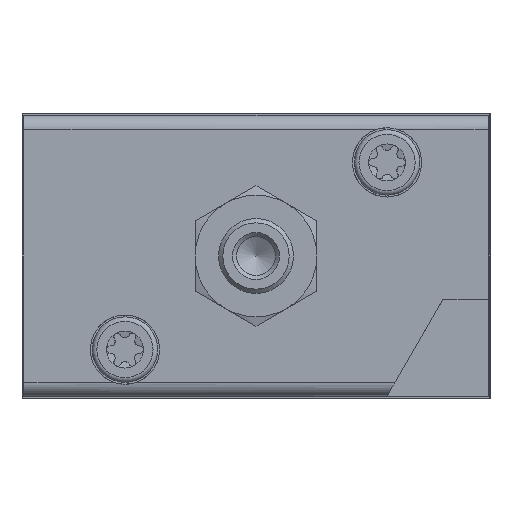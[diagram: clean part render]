
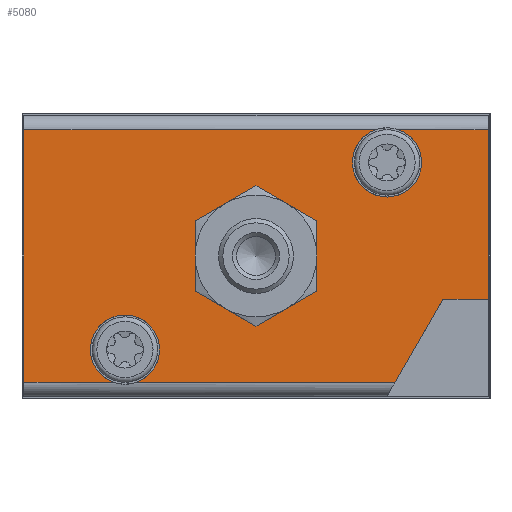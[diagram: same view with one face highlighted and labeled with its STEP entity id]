
A CAD part, left-side view. The second image highlights one B-rep face of the part: STEP entity #5080.
In plain terms, the highlighted planar face has unit normal (-1, 0, 0).
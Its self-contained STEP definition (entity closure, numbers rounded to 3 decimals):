
#30=PLANE('',#5466);
#177=LINE('',#8133,#514);
#179=LINE('',#8141,#516);
#183=LINE('',#8167,#520);
#185=LINE('',#8175,#522);
#196=LINE('',#8292,#533);
#197=LINE('',#8294,#534);
#198=LINE('',#8296,#535);
#199=LINE('',#8298,#536);
#514=VECTOR('',#6061,1000.);
#516=VECTOR('',#6067,1000.);
#520=VECTOR('',#6079,1000.);
#522=VECTOR('',#6085,1000.);
#533=VECTOR('',#6152,1000.);
#534=VECTOR('',#6153,1000.);
#535=VECTOR('',#6154,1000.);
#536=VECTOR('',#6157,1000.);
#1006=CIRCLE('',#5467,3.7);
#1007=CIRCLE('',#5468,3.7);
#1008=CIRCLE('',#5469,6.5);
#1009=CIRCLE('',#5470,6.5);
#1010=CIRCLE('',#5471,6.5);
#1011=CIRCLE('',#5472,6.5);
#1012=CIRCLE('',#5473,6.5);
#1013=CIRCLE('',#5474,6.5);
#1413=ORIENTED_EDGE('',*,*,#2925,.T.);
#1414=ORIENTED_EDGE('',*,*,#2874,.T.);
#1415=ORIENTED_EDGE('',*,*,#2926,.T.);
#1416=ORIENTED_EDGE('',*,*,#2927,.T.);
#1417=ORIENTED_EDGE('',*,*,#2928,.F.);
#1418=ORIENTED_EDGE('',*,*,#2882,.F.);
#1419=ORIENTED_EDGE('',*,*,#2929,.T.);
#1420=ORIENTED_EDGE('',*,*,#2886,.F.);
#1421=ORIENTED_EDGE('',*,*,#2930,.T.);
#1422=ORIENTED_EDGE('',*,*,#2870,.T.);
#1423=ORIENTED_EDGE('',*,*,#2931,.F.);
#1424=ORIENTED_EDGE('',*,*,#2932,.F.);
#1425=ORIENTED_EDGE('',*,*,#2933,.F.);
#1426=ORIENTED_EDGE('',*,*,#2934,.F.);
#1427=ORIENTED_EDGE('',*,*,#2935,.F.);
#1428=ORIENTED_EDGE('',*,*,#2936,.F.);
#2870=EDGE_CURVE('',#3604,#3602,#177,.T.);
#2874=EDGE_CURVE('',#3603,#3607,#179,.T.);
#2882=EDGE_CURVE('',#3614,#3616,#183,.T.);
#2886=EDGE_CURVE('',#3619,#3615,#185,.T.);
#2925=EDGE_CURVE('',#3602,#3603,#1006,.T.);
#2926=EDGE_CURVE('',#3607,#3650,#196,.T.);
#2927=EDGE_CURVE('',#3650,#3651,#197,.T.);
#2928=EDGE_CURVE('',#3616,#3651,#198,.T.);
#2929=EDGE_CURVE('',#3614,#3615,#1007,.T.);
#2930=EDGE_CURVE('',#3619,#3604,#199,.T.);
#2931=EDGE_CURVE('',#3652,#3653,#1008,.F.);
#2932=EDGE_CURVE('',#3654,#3652,#1009,.F.);
#2933=EDGE_CURVE('',#3655,#3654,#1010,.F.);
#2934=EDGE_CURVE('',#3656,#3655,#1011,.F.);
#2935=EDGE_CURVE('',#3657,#3656,#1012,.F.);
#2936=EDGE_CURVE('',#3653,#3657,#1013,.F.);
#3602=VERTEX_POINT('',#8131);
#3603=VERTEX_POINT('',#8132);
#3604=VERTEX_POINT('',#8134);
#3607=VERTEX_POINT('',#8140);
#3614=VERTEX_POINT('',#8165);
#3615=VERTEX_POINT('',#8166);
#3616=VERTEX_POINT('',#8168);
#3619=VERTEX_POINT('',#8174);
#3650=VERTEX_POINT('',#8293);
#3651=VERTEX_POINT('',#8295);
#3652=VERTEX_POINT('',#8300);
#3653=VERTEX_POINT('',#8301);
#3654=VERTEX_POINT('',#8303);
#3655=VERTEX_POINT('',#8305);
#3656=VERTEX_POINT('',#8307);
#3657=VERTEX_POINT('',#8309);
#4203=EDGE_LOOP('',(#1413,#1414,#1415,#1416,#1417,#1418,#1419,#1420,#1421,
#1422));
#4204=EDGE_LOOP('',(#1423,#1424,#1425,#1426,#1427,#1428));
#4608=FACE_BOUND('',#4203,.T.);
#4609=FACE_BOUND('',#4204,.T.);
#5080=ADVANCED_FACE('',(#4608,#4609),#30,.F.);
#5466=AXIS2_PLACEMENT_3D('',#8290,#6148,#6149);
#5467=AXIS2_PLACEMENT_3D('',#8291,#6150,#6151);
#5468=AXIS2_PLACEMENT_3D('',#8297,#6155,#6156);
#5469=AXIS2_PLACEMENT_3D('',#8299,#6158,#6159);
#5470=AXIS2_PLACEMENT_3D('',#8302,#6160,#6161);
#5471=AXIS2_PLACEMENT_3D('',#8304,#6162,#6163);
#5472=AXIS2_PLACEMENT_3D('',#8306,#6164,#6165);
#5473=AXIS2_PLACEMENT_3D('',#8308,#6166,#6167);
#5474=AXIS2_PLACEMENT_3D('',#8310,#6168,#6169);
#6061=DIRECTION('',(0.,-1.,0.));
#6067=DIRECTION('',(0.,-1.,0.));
#6079=DIRECTION('',(0.,-1.,0.));
#6085=DIRECTION('',(0.,-1.,0.));
#6148=DIRECTION('',(1.,0.,0.));
#6149=DIRECTION('',(0.,0.,-1.));
#6150=DIRECTION('',(1.,0.,0.));
#6151=DIRECTION('',(0.,0.,-1.));
#6152=DIRECTION('',(0.,-0.5,0.866));
#6153=DIRECTION('',(0.,-1.,0.));
#6154=DIRECTION('',(0.,0.,-1.));
#6155=DIRECTION('',(1.,0.,0.));
#6156=DIRECTION('',(0.,0.,-1.));
#6157=DIRECTION('',(0.,0.,-1.));
#6158=DIRECTION('',(1.,0.,0.));
#6159=DIRECTION('',(0.,0.,-1.));
#6160=DIRECTION('',(1.,0.,0.));
#6161=DIRECTION('',(0.,0.,-1.));
#6162=DIRECTION('',(1.,0.,0.));
#6163=DIRECTION('',(0.,0.,-1.));
#6164=DIRECTION('',(1.,0.,0.));
#6165=DIRECTION('',(0.,0.,-1.));
#6166=DIRECTION('',(1.,0.,0.));
#6167=DIRECTION('',(0.,0.,-1.));
#6168=DIRECTION('',(1.,0.,0.));
#6169=DIRECTION('',(0.,0.,-1.));
#8131=CARTESIAN_POINT('',(-67.,40.2,-13.5));
#8132=CARTESIAN_POINT('',(-67.,37.8,-13.5));
#8133=CARTESIAN_POINT('',(-67.,50.,-13.5));
#8134=CARTESIAN_POINT('',(-67.,49.8,-13.5));
#8140=CARTESIAN_POINT('',(-67.,10.162,-13.5));
#8141=CARTESIAN_POINT('',(-67.,50.,-13.5));
#8165=CARTESIAN_POINT('',(-67.,9.8,13.5));
#8166=CARTESIAN_POINT('',(-67.,12.2,13.5));
#8167=CARTESIAN_POINT('',(-67.,50.,13.5));
#8168=CARTESIAN_POINT('',(-67.,0.2,13.5));
#8174=CARTESIAN_POINT('',(-67.,49.8,13.5));
#8175=CARTESIAN_POINT('',(-67.,50.,13.5));
#8290=CARTESIAN_POINT('',(-67.,49.8,15.2));
#8291=CARTESIAN_POINT('',(-67.,39.,-10.));
#8292=CARTESIAN_POINT('',(-67.,11.028,-15.));
#8293=CARTESIAN_POINT('',(-67.,5.028,-4.608));
#8294=CARTESIAN_POINT('',(-67.,5.028,-4.608));
#8295=CARTESIAN_POINT('',(-67.,0.2,-4.608));
#8296=CARTESIAN_POINT('',(-67.,0.2,15.2));
#8297=CARTESIAN_POINT('',(-67.,11.,10.));
#8298=CARTESIAN_POINT('',(-67.,49.8,15.2));
#8299=CARTESIAN_POINT('',(-67.,25.,0.));
#8300=CARTESIAN_POINT('',(-67.,18.5,0.));
#8301=CARTESIAN_POINT('',(-67.,21.75,5.629));
#8302=CARTESIAN_POINT('',(-67.,25.,0.));
#8303=CARTESIAN_POINT('',(-67.,21.75,-5.629));
#8304=CARTESIAN_POINT('',(-67.,25.,0.));
#8305=CARTESIAN_POINT('',(-67.,28.25,-5.629));
#8306=CARTESIAN_POINT('',(-67.,25.,0.));
#8307=CARTESIAN_POINT('',(-67.,31.5,0.));
#8308=CARTESIAN_POINT('',(-67.,25.,0.));
#8309=CARTESIAN_POINT('',(-67.,28.25,5.629));
#8310=CARTESIAN_POINT('',(-67.,25.,0.));
